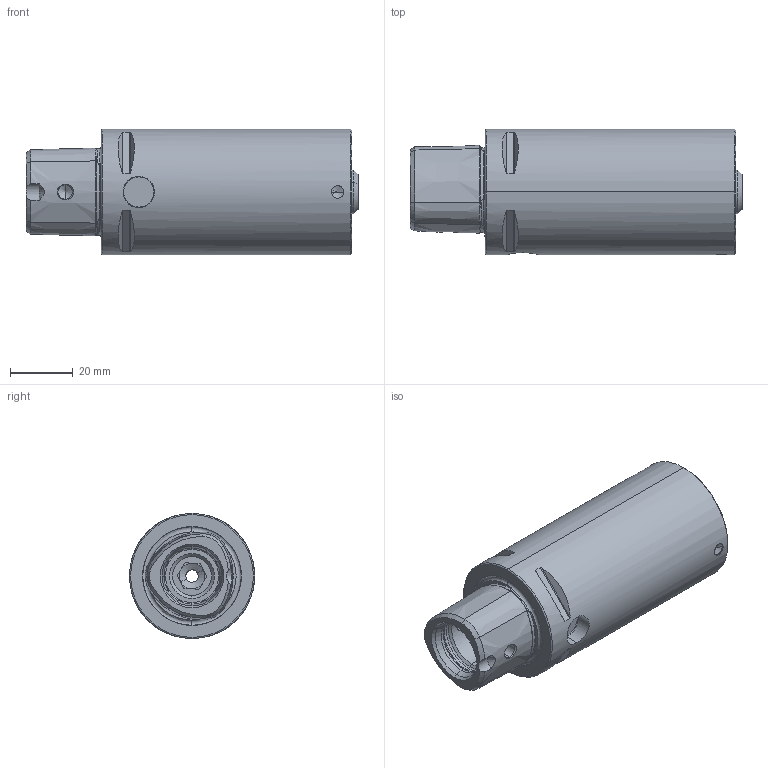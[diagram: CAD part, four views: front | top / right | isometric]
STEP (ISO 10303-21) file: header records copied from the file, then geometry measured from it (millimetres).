
FILE_DESCRIPTION (( 'STEP AP214' ), '1' );
FILE_NAME ('PS4.PS4.K01.080.STEP', '2025-05-13T08:33:49', ( '' ), ( '' ), 'SwSTEP 2.0', 'SolidWorks 2022', '' );
FILE_SCHEMA (( 'AUTOMOTIVE_DESIGN' ));
Length unit declared in the file: millimetre
Products named in the file (4): PS4-ER1.K01.047_A_PreviewCfg; PS4.PS4.K01.080; PS4-ER2.001.017_A; PS4-PS4.K01.080_A
Assembly tree (3 placements, depth 2):
  PS4.PS4.K01.080
    PS4-PS4.K01.080_A
    PS4-ER1.K01.047_A_PreviewCfg
    PS4-ER2.001.017_A
Bounding box: 106 x 40 x 40 mm (x, y, z)
Volume: 91611.9 mm3; surface area: 27348.4 mm2
Topology: 3 solids, 3 shells, 237 faces, 544 edges, 318 vertices
Faces by surface type: cone 76, torus 60, cylinder 54, plane 47
Entity records: 7560 total; most frequent: CARTESIAN_POINT 1977, DIRECTION 1204, ORIENTED_EDGE 1080, EDGE_CURVE 540, AXIS2_PLACEMENT_3D 513, VERTEX_POINT 318, CIRCLE 270, EDGE_LOOP 256
